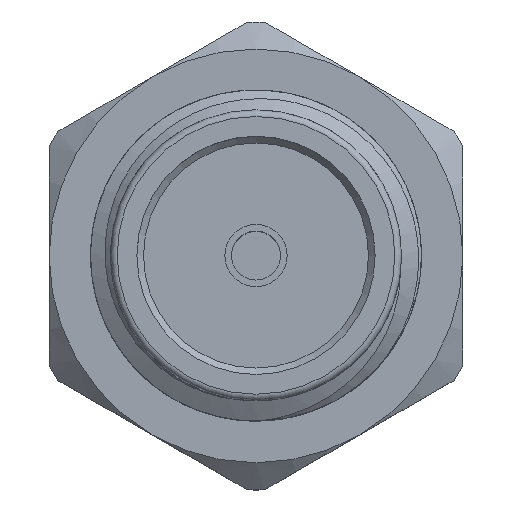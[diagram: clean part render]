
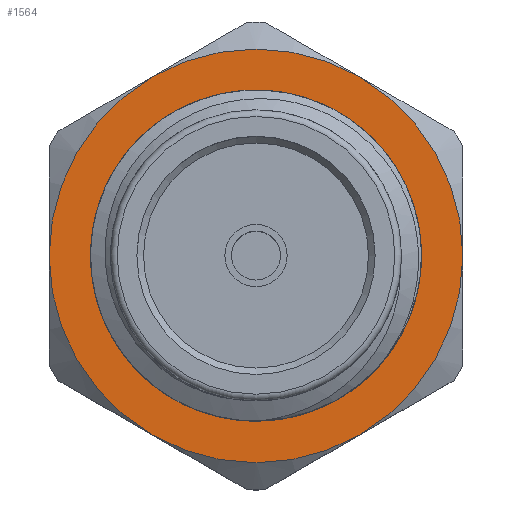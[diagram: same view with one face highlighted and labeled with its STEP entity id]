
A CAD part, top view. The second image highlights one B-rep face of the part: STEP entity #1564.
In plain terms, the highlighted planar face has unit normal (0, 0, 1).
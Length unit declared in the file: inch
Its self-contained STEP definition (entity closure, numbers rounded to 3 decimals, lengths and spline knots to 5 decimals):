
#36 = CARTESIAN_POINT ( 'NONE',  ( 0., 0., -0.24 ) ) ;
#78 = DIRECTION ( 'NONE',  ( 1., 0., 0. ) ) ;
#84 = ORIENTED_EDGE ( 'NONE', *, *, #1298, .T. ) ;
#171 = CARTESIAN_POINT ( 'NONE',  ( -0.07813, 0.13532, -0.24 ) ) ;
#231 = CARTESIAN_POINT ( 'NONE',  ( -0.10989, 0., -0.24 ) ) ;
#310 = DIRECTION ( 'NONE',  ( 0., 0., 1. ) ) ;
#367 = CIRCLE ( 'NONE', #1623, 0.10989 ) ;
#373 = DIRECTION ( 'NONE',  ( 0., 0., 1. ) ) ;
#409 = DIRECTION ( 'NONE',  ( 1., 0., 0. ) ) ;
#412 = CIRCLE ( 'NONE', #1951, 0.15625 ) ;
#414 = VERTEX_POINT ( 'NONE', #231 ) ;
#528 = EDGE_CURVE ( 'NONE', #693, #1207, #2187, .T. ) ;
#530 = CARTESIAN_POINT ( 'NONE',  ( 0., 0., -0.24 ) ) ;
#568 = DIRECTION ( 'NONE',  ( 1., 0., 0. ) ) ;
#603 = AXIS2_PLACEMENT_3D ( 'NONE', #2190, #2009, #1122 ) ;
#679 = CARTESIAN_POINT ( 'NONE',  ( 0.15625, 0., -0.24 ) ) ;
#691 = DIRECTION ( 'NONE',  ( 1., 0., 0. ) ) ;
#693 = VERTEX_POINT ( 'NONE', #933 ) ;
#717 = PLANE ( 'NONE',  #603 ) ;
#834 = CIRCLE ( 'NONE', #1319, 0.15625 ) ;
#902 = CARTESIAN_POINT ( 'NONE',  ( -0.07813, -0.13532, -0.24 ) ) ;
#933 = CARTESIAN_POINT ( 'NONE',  ( 0.07813, 0.13532, -0.24 ) ) ;
#937 = DIRECTION ( 'NONE',  ( 1., 0., 0. ) ) ;
#1003 = EDGE_LOOP ( 'NONE', ( #2007, #1539, #1407, #84, #1527, #1160 ) ) ;
#1007 = CARTESIAN_POINT ( 'NONE',  ( 0., 0., -0.24 ) ) ;
#1081 = DIRECTION ( 'NONE',  ( 0., 0., 1. ) ) ;
#1086 = AXIS2_PLACEMENT_3D ( 'NONE', #1558, #310, #691 ) ;
#1094 = CARTESIAN_POINT ( 'NONE',  ( 0., 0., -0.24 ) ) ;
#1110 = CARTESIAN_POINT ( 'NONE',  ( 0., 0., -0.24 ) ) ;
#1122 = DIRECTION ( 'NONE',  ( -1., 0., 0. ) ) ;
#1160 = ORIENTED_EDGE ( 'NONE', *, *, #528, .T. ) ;
#1207 = VERTEX_POINT ( 'NONE', #171 ) ;
#1280 = DIRECTION ( 'NONE',  ( 0., 0., 1. ) ) ;
#1298 = EDGE_CURVE ( 'NONE', #1984, #1910, #834, .T. ) ;
#1303 = CARTESIAN_POINT ( 'NONE',  ( 0.07813, -0.13532, -0.24 ) ) ;
#1309 = VERTEX_POINT ( 'NONE', #1479 ) ;
#1319 = AXIS2_PLACEMENT_3D ( 'NONE', #36, #1849, #937 ) ;
#1362 = CIRCLE ( 'NONE', #1509, 0.15625 ) ;
#1374 = EDGE_CURVE ( 'NONE', #1207, #1309, #1362, .T. ) ;
#1407 = ORIENTED_EDGE ( 'NONE', *, *, #2062, .T. ) ;
#1451 = ORIENTED_EDGE ( 'NONE', *, *, #2252, .F. ) ;
#1454 = VERTEX_POINT ( 'NONE', #902 ) ;
#1479 = CARTESIAN_POINT ( 'NONE',  ( -0.15625, 0., -0.24 ) ) ;
#1509 = AXIS2_PLACEMENT_3D ( 'NONE', #1541, #2134, #1953 ) ;
#1527 = ORIENTED_EDGE ( 'NONE', *, *, #1894, .T. ) ;
#1539 = ORIENTED_EDGE ( 'NONE', *, *, #1597, .T. ) ;
#1541 = CARTESIAN_POINT ( 'NONE',  ( 0., 0., -0.24 ) ) ;
#1543 = AXIS2_PLACEMENT_3D ( 'NONE', #1007, #2125, #78 ) ;
#1558 = CARTESIAN_POINT ( 'NONE',  ( 0., 0., -0.24 ) ) ;
#1564 = ADVANCED_FACE ( 'NONE', ( #1810, #1627 ), #717, .F. ) ;
#1583 = CIRCLE ( 'NONE', #1543, 0.15625 ) ;
#1597 = EDGE_CURVE ( 'NONE', #1309, #1454, #412, .T. ) ;
#1623 = AXIS2_PLACEMENT_3D ( 'NONE', #530, #1081, #1631 ) ;
#1627 = FACE_OUTER_BOUND ( 'NONE', #1003, .T. ) ;
#1631 = DIRECTION ( 'NONE',  ( -1., 0., 0. ) ) ;
#1675 = EDGE_LOOP ( 'NONE', ( #1451 ) ) ;
#1810 = FACE_BOUND ( 'NONE', #1675, .T. ) ;
#1849 = DIRECTION ( 'NONE',  ( 0., 0., 1. ) ) ;
#1894 = EDGE_CURVE ( 'NONE', #1910, #693, #2366, .T. ) ;
#1910 = VERTEX_POINT ( 'NONE', #679 ) ;
#1951 = AXIS2_PLACEMENT_3D ( 'NONE', #1110, #373, #409 ) ;
#1953 = DIRECTION ( 'NONE',  ( 1., 0., 0. ) ) ;
#1984 = VERTEX_POINT ( 'NONE', #1303 ) ;
#1995 = AXIS2_PLACEMENT_3D ( 'NONE', #1094, #1280, #568 ) ;
#2007 = ORIENTED_EDGE ( 'NONE', *, *, #1374, .T. ) ;
#2009 = DIRECTION ( 'NONE',  ( 0., 0., -1. ) ) ;
#2062 = EDGE_CURVE ( 'NONE', #1454, #1984, #1583, .T. ) ;
#2125 = DIRECTION ( 'NONE',  ( 0., 0., 1. ) ) ;
#2134 = DIRECTION ( 'NONE',  ( 0., 0., 1. ) ) ;
#2187 = CIRCLE ( 'NONE', #1995, 0.15625 ) ;
#2190 = CARTESIAN_POINT ( 'NONE',  ( 0., 0., -0.24 ) ) ;
#2252 = EDGE_CURVE ( 'NONE', #414, #414, #367, .T. ) ;
#2366 = CIRCLE ( 'NONE', #1086, 0.15625 ) ;
